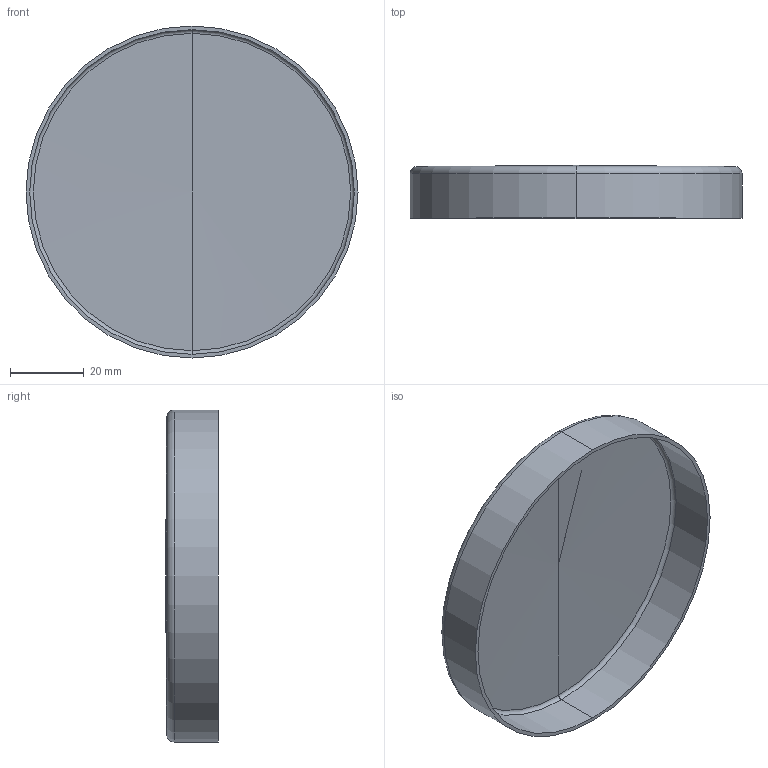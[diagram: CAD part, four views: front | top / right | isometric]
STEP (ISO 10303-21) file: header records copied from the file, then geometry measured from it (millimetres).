
FILE_DESCRIPTION (( 'STEP AP203' ), '1' );
FILE_NAME ('A6_90x00x13-S.STEP', '2023-03-20T09:11:56', ( '' ), ( '' ), 'SwSTEP 2.0', 'SolidWorks 2019', '' );
FILE_SCHEMA (( 'CONFIG_CONTROL_DESIGN' ));
Length unit declared in the file: millimetre
Products named in the file (1): A6_90x00x13-S
Bounding box: 90 x 14.3 x 90 mm (x, y, z)
Volume: 9819.1 mm3; surface area: 19919.9 mm2
Topology: 1 solids, 1 shells, 13 faces, 28 edges, 14 vertices
Faces by surface type: cone 4, torus 4, cylinder 4, plane 1
Entity records: 403 total; most frequent: DIRECTION 68, CARTESIAN_POINT 52, ORIENTED_EDGE 48, AXIS2_PLACEMENT_3D 30, EDGE_CURVE 24, CIRCLE 16, EDGE_LOOP 14, VERTEX_POINT 14
